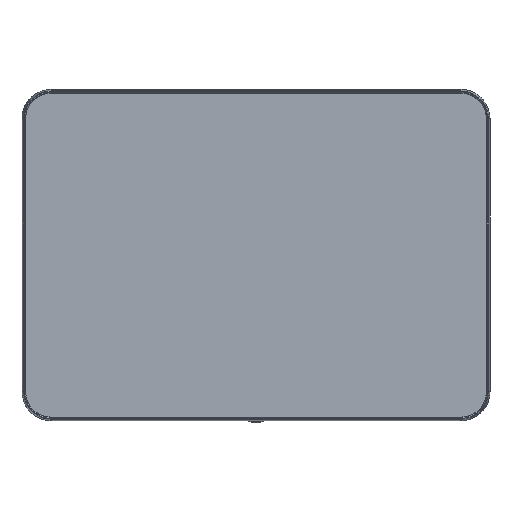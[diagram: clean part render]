
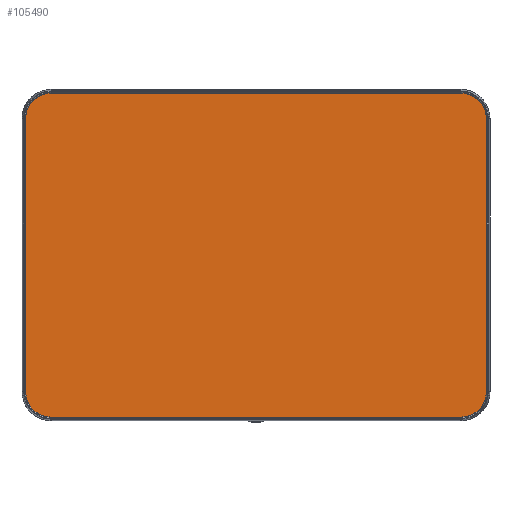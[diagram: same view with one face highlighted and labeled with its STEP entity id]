
A CAD part, top view. The second image highlights one B-rep face of the part: STEP entity #105490.
In plain terms, the highlighted planar face has unit normal (0, 0, 1).
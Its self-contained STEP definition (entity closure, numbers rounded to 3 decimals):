
#104843=CARTESIAN_POINT('',(-171.2,95.9,4.4));
#104844=DIRECTION('',(0.,0.,-1.));
#104845=DIRECTION('',(-1.,0.,0.));
#104846=AXIS2_PLACEMENT_3D('',#104843,#104844,#104845);
#104848=DIRECTION('',(1.,0.,0.));
#104849=VECTOR('',#104848,342.4);
#104850=CARTESIAN_POINT('',(-171.2,117.3,4.4));
#104851=LINE('',#104850,#104849);
#104852=CARTESIAN_POINT('',(171.2,95.9,4.4));
#104853=DIRECTION('',(0.,0.,-1.));
#104854=DIRECTION('',(0.,1.,0.));
#104855=AXIS2_PLACEMENT_3D('',#104852,#104853,#104854);
#104857=DIRECTION('',(0.,-1.,0.));
#104858=VECTOR('',#104857,228.2);
#104859=CARTESIAN_POINT('',(192.6,95.9,4.4));
#104860=LINE('',#104859,#104858);
#104861=CARTESIAN_POINT('',(171.2,-132.3,4.4));
#104862=DIRECTION('',(0.,0.,-1.));
#104863=DIRECTION('',(1.,0.,0.));
#104864=AXIS2_PLACEMENT_3D('',#104861,#104862,#104863);
#104866=DIRECTION('',(-1.,0.,0.));
#104867=VECTOR('',#104866,342.4);
#104868=CARTESIAN_POINT('',(171.2,-153.7,4.4));
#104869=LINE('',#104868,#104867);
#104870=CARTESIAN_POINT('',(-171.2,-132.3,4.4));
#104871=DIRECTION('',(0.,0.,-1.));
#104872=DIRECTION('',(0.,-1.,0.));
#104873=AXIS2_PLACEMENT_3D('',#104870,#104871,#104872);
#104875=DIRECTION('',(0.,1.,0.));
#104876=VECTOR('',#104875,228.2);
#104877=CARTESIAN_POINT('',(-192.6,-132.3,4.4));
#104878=LINE('',#104877,#104876);
#105283=CARTESIAN_POINT('',(-171.2,117.3,4.4));
#105284=CARTESIAN_POINT('',(-192.6,95.9,4.4));
#105285=VERTEX_POINT('',#105283);
#105286=VERTEX_POINT('',#105284);
#105287=CARTESIAN_POINT('',(-192.6,-132.3,4.4));
#105288=VERTEX_POINT('',#105287);
#105289=CARTESIAN_POINT('',(-171.2,-153.7,4.4));
#105290=VERTEX_POINT('',#105289);
#105291=CARTESIAN_POINT('',(171.2,-153.7,4.4));
#105292=VERTEX_POINT('',#105291);
#105293=CARTESIAN_POINT('',(192.6,-132.3,4.4));
#105294=VERTEX_POINT('',#105293);
#105295=CARTESIAN_POINT('',(192.6,95.9,4.4));
#105296=VERTEX_POINT('',#105295);
#105297=CARTESIAN_POINT('',(171.2,117.3,4.4));
#105298=VERTEX_POINT('',#105297);
#105467=CARTESIAN_POINT('',(0.,0.,4.4));
#105468=DIRECTION('',(0.,0.,1.));
#105469=DIRECTION('',(1.,0.,0.));
#105470=AXIS2_PLACEMENT_3D('',#105467,#105468,#105469);
#105471=PLANE('',#105470);
#105473=ORIENTED_EDGE('',*,*,#105472,.T.);
#105475=ORIENTED_EDGE('',*,*,#105474,.T.);
#105477=ORIENTED_EDGE('',*,*,#105476,.T.);
#105479=ORIENTED_EDGE('',*,*,#105478,.T.);
#105481=ORIENTED_EDGE('',*,*,#105480,.T.);
#105483=ORIENTED_EDGE('',*,*,#105482,.T.);
#105485=ORIENTED_EDGE('',*,*,#105484,.T.);
#105487=ORIENTED_EDGE('',*,*,#105486,.T.);
#105488=EDGE_LOOP('',(#105473,#105475,#105477,#105479,#105481,#105483,#105485,
#105487));
#105489=FACE_OUTER_BOUND('',#105488,.F.);
#105490=ADVANCED_FACE('',(#105489),#105471,.T.);
#104847=CIRCLE('',#104846,21.4);
#104856=CIRCLE('',#104855,21.4);
#104865=CIRCLE('',#104864,21.4);
#104874=CIRCLE('',#104873,21.4);
#105472=EDGE_CURVE('',#105286,#105285,#104847,.T.);
#105474=EDGE_CURVE('',#105285,#105298,#104851,.T.);
#105476=EDGE_CURVE('',#105298,#105296,#104856,.T.);
#105478=EDGE_CURVE('',#105296,#105294,#104860,.T.);
#105480=EDGE_CURVE('',#105294,#105292,#104865,.T.);
#105482=EDGE_CURVE('',#105292,#105290,#104869,.T.);
#105484=EDGE_CURVE('',#105290,#105288,#104874,.T.);
#105486=EDGE_CURVE('',#105288,#105286,#104878,.T.);
